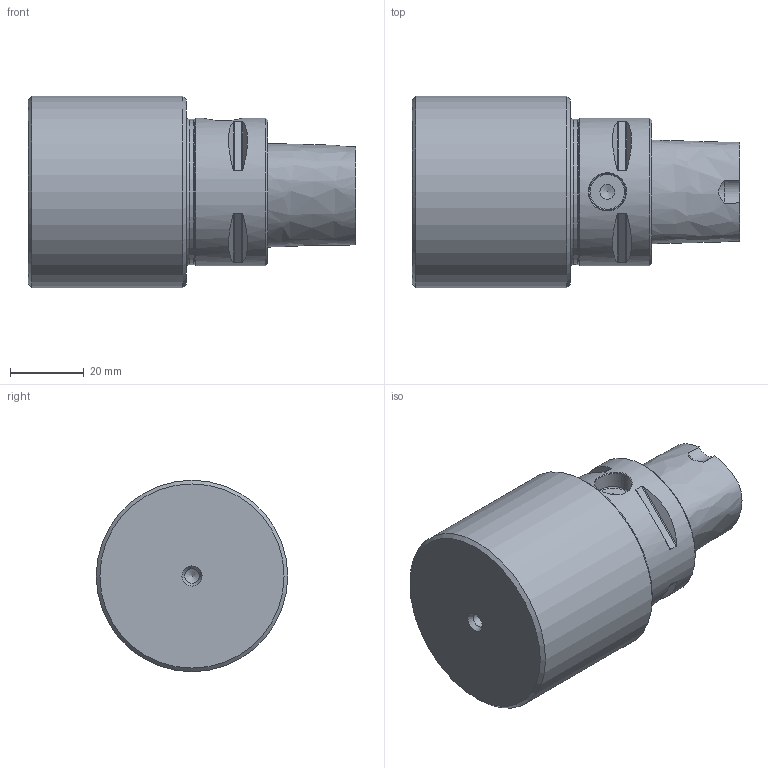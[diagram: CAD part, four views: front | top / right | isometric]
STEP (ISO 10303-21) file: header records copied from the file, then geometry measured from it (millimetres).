
FILE_DESCRIPTION(/* description */ (''),/* implementation_level */ '2;1');
FILE_NAME(/* name */ 'AC4-BL41-052-065.stp',/* time_stamp */ '2024-11-19T15:49:10+03:00',/* author */ (''),/* organization */ (''),/* preprocessor_version */ 'ST-DEVELOPER v19.4',/* originating_system */ 'SIEMENS PLM Software NX2306.5001',/* authorisation */ '');
FILE_SCHEMA (('AUTOMOTIVE_DESIGN { 1 0 10303 214 3 1 1 1 }'));
Length unit declared in the file: millimetre
Products named in the file (1): AC4-BL41-052-065-LIGHT_objects
Bounding box: 89 x 52 x 52 mm (x, y, z)
Volume: 131805 mm3; surface area: 16172 mm2
Topology: 1 solids, 1 shells, 45 faces, 102 edges, 65 vertices
Faces by surface type: plane 17, cylinder 15, cone 8, torus 3, bspline 2
Full cylindrical faces by diameter (mm): 4 x2, 10 x1, 39.4 x1, 40 x1, 52 x1
Entity records: 1964 total; most frequent: CARTESIAN_POINT 1061, DIRECTION 170, ORIENTED_EDGE 150, EDGE_CURVE 75, AXIS2_PLACEMENT_3D 73, EDGE_LOOP 70, VERTEX_POINT 59, FACE_BOUND 49
